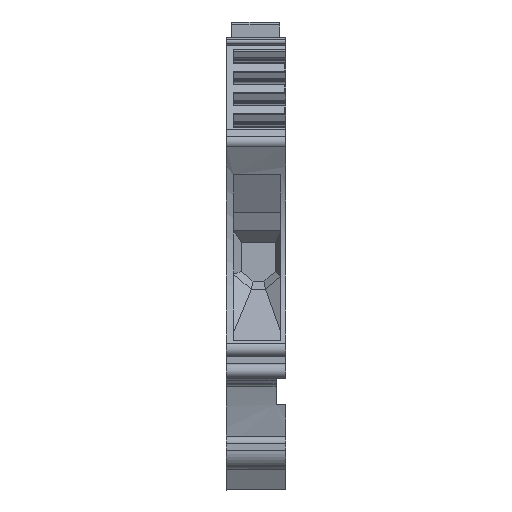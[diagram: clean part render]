
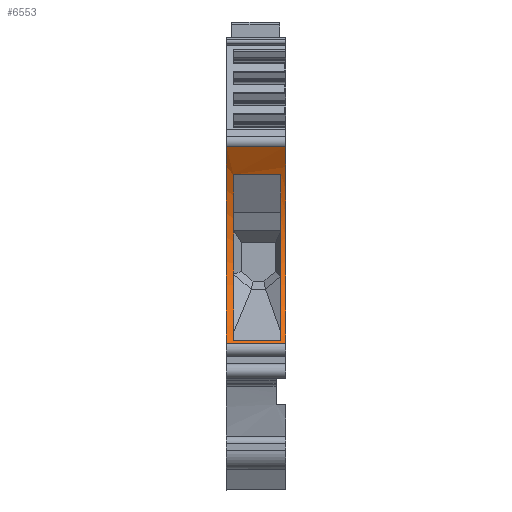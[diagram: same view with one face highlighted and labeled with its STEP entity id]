
A CAD part, front view. The second image highlights one B-rep face of the part: STEP entity #6553.
In plain terms, the highlighted cylindrical face has radius 14.75 mm (diameter 29.5 mm), a partial arc.
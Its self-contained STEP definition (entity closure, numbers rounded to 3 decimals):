
#830=AXIS2_PLACEMENT_3D('Circle Axis2P3D',#828,#829,$) ;
#4006=AXIS2_PLACEMENT_3D('Circle Axis2P3D',#4004,#4005,$) ;
#6506=AXIS2_PLACEMENT_3D('Cylinder Axis2P3D',#6503,#6504,#6505) ;
#6521=AXIS2_PLACEMENT_3D('Circle Axis2P3D',#6519,#6520,$) ;
#6537=AXIS2_PLACEMENT_3D('Circle Axis2P3D',#6535,#6536,$) ;
#825=CARTESIAN_POINT('Vertex',(0.,2.889,14.98)) ;
#828=CARTESIAN_POINT('Axis2P3D Location',(0.,-6.468,26.382)) ;
#832=CARTESIAN_POINT('Vertex',(0.,5.407,35.131)) ;
#4001=CARTESIAN_POINT('Vertex',(6.1,5.407,35.131)) ;
#4004=CARTESIAN_POINT('Axis2P3D Location',(6.1,-6.468,26.382)) ;
#4008=CARTESIAN_POINT('Vertex',(6.1,2.889,14.98)) ;
#6490=CARTESIAN_POINT('Line Origine',(3.05,2.889,14.98)) ;
#6503=CARTESIAN_POINT('Axis2P3D Location',(3.05,-6.468,26.382)) ;
#6508=CARTESIAN_POINT('Line Origine',(3.05,5.407,35.131)) ;
#6519=CARTESIAN_POINT('Axis2P3D Location',(5.6,-6.468,26.382)) ;
#6523=CARTESIAN_POINT('Vertex',(5.6,7.065,32.25)) ;
#6525=CARTESIAN_POINT('Vertex',(5.6,3.225,15.264)) ;
#6528=CARTESIAN_POINT('Line Origine',(3.05,3.225,15.264)) ;
#6532=CARTESIAN_POINT('Vertex',(0.75,3.225,15.264)) ;
#6535=CARTESIAN_POINT('Axis2P3D Location',(0.75,-6.468,26.382)) ;
#6539=CARTESIAN_POINT('Vertex',(0.75,7.065,32.25)) ;
#6542=CARTESIAN_POINT('Line Origine',(3.05,7.065,32.25)) ;
#829=DIRECTION('Axis2P3D Direction',(-1.,0.,0.)) ;
#4005=DIRECTION('Axis2P3D Direction',(-1.,0.,0.)) ;
#6491=DIRECTION('Vector Direction',(-1.,0.,0.)) ;
#6504=DIRECTION('Axis2P3D Direction',(-1.,0.,0.)) ;
#6505=DIRECTION('Axis2P3D XDirection',(0.,0.805,0.593)) ;
#6509=DIRECTION('Vector Direction',(-1.,0.,0.)) ;
#6520=DIRECTION('Axis2P3D Direction',(-1.,0.,0.)) ;
#6529=DIRECTION('Vector Direction',(-1.,0.,0.)) ;
#6536=DIRECTION('Axis2P3D Direction',(-1.,0.,0.)) ;
#6543=DIRECTION('Vector Direction',(-1.,0.,0.)) ;
#6492=VECTOR('Line Direction',#6491,1.) ;
#6510=VECTOR('Line Direction',#6509,1.) ;
#6530=VECTOR('Line Direction',#6529,1.) ;
#6544=VECTOR('Line Direction',#6543,1.) ;
#6514=ORIENTED_EDGE('',*,*,#4010,.T.) ;
#6515=ORIENTED_EDGE('',*,*,#6512,.F.) ;
#6516=ORIENTED_EDGE('',*,*,#834,.F.) ;
#6517=ORIENTED_EDGE('',*,*,#6494,.T.) ;
#6548=ORIENTED_EDGE('',*,*,#6527,.T.) ;
#6549=ORIENTED_EDGE('',*,*,#6534,.T.) ;
#6550=ORIENTED_EDGE('',*,*,#6541,.T.) ;
#6551=ORIENTED_EDGE('',*,*,#6546,.F.) ;
#6552=FACE_BOUND('',#6547,.T.) ;
#6553=ADVANCED_FACE('KLTR',(#6518,#6552),#6507,.F.) ;
#831=CIRCLE('generated circle',#830,14.75) ;
#4007=CIRCLE('generated circle',#4006,14.75) ;
#6522=CIRCLE('generated circle',#6521,14.75) ;
#6538=CIRCLE('generated circle',#6537,14.75) ;
#6507=CYLINDRICAL_SURFACE('generated cylinder',#6506,14.75) ;
#834=EDGE_CURVE('',#826,#833,#831,.F.) ;
#4010=EDGE_CURVE('',#4009,#4002,#4007,.F.) ;
#6494=EDGE_CURVE('',#826,#4009,#6493,.F.) ;
#6512=EDGE_CURVE('',#833,#4002,#6511,.F.) ;
#6527=EDGE_CURVE('',#6524,#6526,#6522,.T.) ;
#6534=EDGE_CURVE('',#6526,#6533,#6531,.T.) ;
#6541=EDGE_CURVE('',#6533,#6540,#6538,.F.) ;
#6546=EDGE_CURVE('',#6524,#6540,#6545,.T.) ;
#6513=EDGE_LOOP('',(#6514,#6515,#6516,#6517)) ;
#6547=EDGE_LOOP('',(#6548,#6549,#6550,#6551)) ;
#6518=FACE_OUTER_BOUND('',#6513,.T.) ;
#6493=LINE('Line',#6490,#6492) ;
#6511=LINE('Line',#6508,#6510) ;
#6531=LINE('Line',#6528,#6530) ;
#6545=LINE('Line',#6542,#6544) ;
#826=VERTEX_POINT('',#825) ;
#833=VERTEX_POINT('',#832) ;
#4002=VERTEX_POINT('',#4001) ;
#4009=VERTEX_POINT('',#4008) ;
#6524=VERTEX_POINT('',#6523) ;
#6526=VERTEX_POINT('',#6525) ;
#6533=VERTEX_POINT('',#6532) ;
#6540=VERTEX_POINT('',#6539) ;
